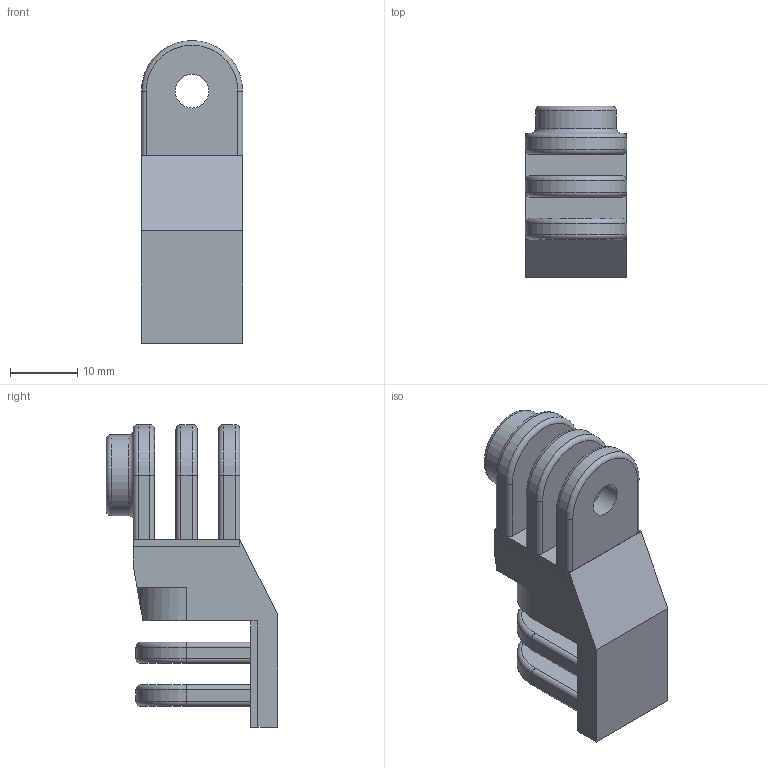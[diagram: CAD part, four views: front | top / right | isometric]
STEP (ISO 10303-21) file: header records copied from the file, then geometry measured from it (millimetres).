
FILE_DESCRIPTION(('FreeCAD Model'),'2;1');
FILE_NAME('Open CASCADE Shape Model','2025-01-24T09:54:23',(''),(''), 'Open CASCADE STEP processor 7.6','FreeCAD','Unknown');
FILE_SCHEMA(('AUTOMOTIVE_DESIGN { 1 0 10303 214 1 1 1 1 }'));
Length unit declared in the file: millimetre
Products named in the file (11): crank y2z001; mnt_008; base006; pin014; pin015; mnt_009; base007; pin016; pin-din003; pin017; crank002
Assembly tree (10 placements, depth 3):
  crank y2z001
    mnt_008
      base006
      pin014
      pin015
    mnt_009
      base007
      pin016
      pin-din003
      pin017
    crank002
Bounding box: 15 x 25.39 x 44.89 mm (x, y, z)
Volume: 8082.9 mm3; surface area: 6455.2 mm2
Topology: 8 solids, 8 shells, 104 faces, 235 edges, 149 vertices
Faces by surface type: plane 57, cylinder 34, torus 12, cone 1
Full cylindrical faces by diameter (mm): 4.2 x1, 5 x5, 12 x1
Entity records: 3172 total; most frequent: DIRECTION 548, CARTESIAN_POINT 498, ORIENTED_EDGE 468, EDGE_CURVE 234, AXIS2_PLACEMENT_3D 199, LINE 150, VECTOR 150, VERTEX_POINT 149
